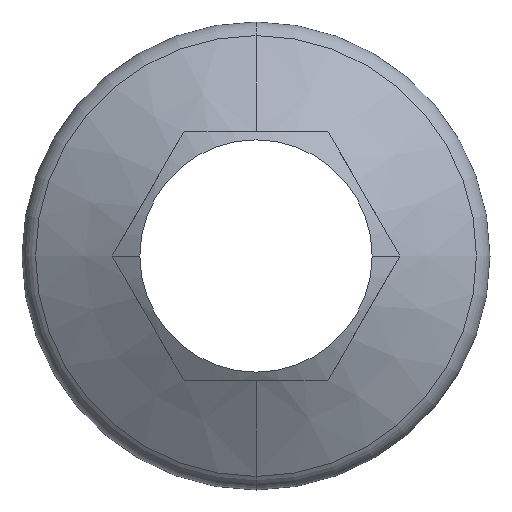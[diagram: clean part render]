
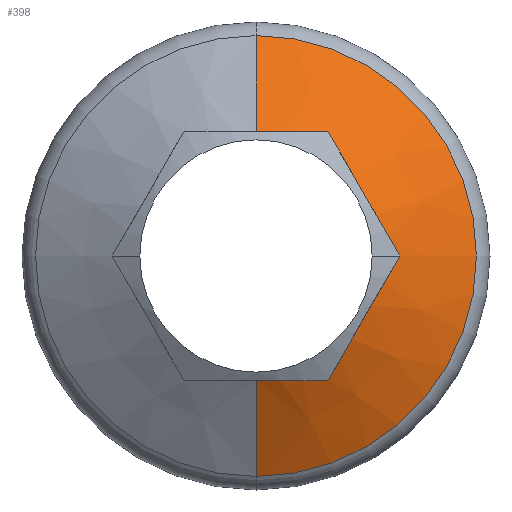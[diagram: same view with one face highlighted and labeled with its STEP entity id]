
A CAD part, front view. The second image highlights one B-rep face of the part: STEP entity #398.
In plain terms, the highlighted conical face has half-angle 60 degrees and reference radius 2.602 mm.
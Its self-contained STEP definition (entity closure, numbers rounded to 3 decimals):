
#37=CARTESIAN_POINT('',(0.,3.475,0.));
#38=DIRECTION('',(0.,-1.,0.));
#39=DIRECTION('',(0.,0.,-1.));
#40=AXIS2_PLACEMENT_3D('',#37,#38,#39);
#42=CARTESIAN_POINT('',(1.085,2.808,1.879));
#43=CARTESIAN_POINT('',(1.008,2.786,1.879));
#44=CARTESIAN_POINT('',(0.858,2.746,1.879));
#45=CARTESIAN_POINT('',(0.641,2.7,1.879));
#46=CARTESIAN_POINT('',(0.427,2.666,1.879));
#47=CARTESIAN_POINT('',(0.214,2.645,1.879));
#48=CARTESIAN_POINT('',(0.071,2.64,1.879));
#49=CARTESIAN_POINT('',(0.,2.64,1.879));
#77=CARTESIAN_POINT('',(2.17,2.808,0.));
#78=CARTESIAN_POINT('',(2.127,2.783,0.074));
#79=CARTESIAN_POINT('',(2.043,2.739,0.219));
#80=CARTESIAN_POINT('',(1.923,2.69,0.427));
#81=CARTESIAN_POINT('',(1.805,2.657,0.632));
#82=CARTESIAN_POINT('',(1.687,2.64,0.837));
#83=CARTESIAN_POINT('',(1.568,2.64,1.042));
#84=CARTESIAN_POINT('',(1.45,2.657,1.247));
#85=CARTESIAN_POINT('',(1.332,2.69,1.452));
#86=CARTESIAN_POINT('',(1.212,2.739,1.66));
#87=CARTESIAN_POINT('',(1.128,2.783,1.805));
#88=CARTESIAN_POINT('',(1.085,2.808,1.879));
#107=CARTESIAN_POINT('',(1.085,2.808,-1.879));
#108=CARTESIAN_POINT('',(1.128,2.783,-1.805));
#109=CARTESIAN_POINT('',(1.212,2.739,-1.66));
#110=CARTESIAN_POINT('',(1.332,2.69,-1.452));
#111=CARTESIAN_POINT('',(1.45,2.657,-1.247));
#112=CARTESIAN_POINT('',(1.568,2.64,-1.042));
#113=CARTESIAN_POINT('',(1.687,2.64,-0.837));
#114=CARTESIAN_POINT('',(1.805,2.657,-0.632));
#115=CARTESIAN_POINT('',(1.923,2.69,-0.427));
#116=CARTESIAN_POINT('',(2.043,2.739,-0.219));
#117=CARTESIAN_POINT('',(2.127,2.783,-0.074));
#118=CARTESIAN_POINT('',(2.17,2.808,0.));
#137=CARTESIAN_POINT('',(0.,2.64,-1.879));
#138=CARTESIAN_POINT('',(0.072,2.64,-1.879));
#139=CARTESIAN_POINT('',(0.215,2.645,-1.879));
#140=CARTESIAN_POINT('',(0.429,2.666,-1.879));
#141=CARTESIAN_POINT('',(0.644,2.7,-1.879));
#142=CARTESIAN_POINT('',(0.86,2.746,-1.879));
#143=CARTESIAN_POINT('',(1.009,2.786,-1.879));
#144=CARTESIAN_POINT('',(1.085,2.808,-1.879));
#172=DIRECTION('',(0.,0.5,-0.866));
#173=VECTOR('',#172,1.669);
#174=CARTESIAN_POINT('',(0.,2.64,-1.879));
#175=LINE('',#174,#173);
#176=DIRECTION('',(0.,0.5,0.866));
#177=VECTOR('',#176,1.669);
#178=CARTESIAN_POINT('',(0.,2.64,1.879));
#179=LINE('',#178,#177);
#300=CARTESIAN_POINT('',(0.,3.475,-3.325));
#302=VERTEX_POINT('',#300);
#304=CARTESIAN_POINT('',(0.,3.475,3.325));
#306=VERTEX_POINT('',#304);
#310=VERTEX_POINT('',#42);
#311=VERTEX_POINT('',#49);
#312=VERTEX_POINT('',#77);
#313=VERTEX_POINT('',#107);
#314=VERTEX_POINT('',#137);
#378=CARTESIAN_POINT('',(0.,3.058,0.));
#379=DIRECTION('',(0.,1.,0.));
#380=DIRECTION('',(0.,0.,-1.));
#381=AXIS2_PLACEMENT_3D('',#378,#379,#380);
#382=CONICAL_SURFACE('',#381,2.602,60.);
#384=ORIENTED_EDGE('',*,*,#383,.T.);
#386=ORIENTED_EDGE('',*,*,#385,.T.);
#387=ORIENTED_EDGE('',*,*,#371,.F.);
#389=ORIENTED_EDGE('',*,*,#388,.F.);
#391=ORIENTED_EDGE('',*,*,#390,.T.);
#393=ORIENTED_EDGE('',*,*,#392,.T.);
#395=ORIENTED_EDGE('',*,*,#394,.T.);
#396=EDGE_LOOP('',(#384,#386,#387,#389,#391,#393,#395));
#397=FACE_OUTER_BOUND('',#396,.F.);
#398=ADVANCED_FACE('',(#397),#382,.T.);
#41=CIRCLE('',#40,3.325);
#50=B_SPLINE_CURVE_WITH_KNOTS('',3,(#42,#43,#44,#45,#46,#47,#48,#49),
.UNSPECIFIED.,.F.,.F.,(4,1,1,1,1,4),(0.,0.2,0.4,0.6,0.8,1.),
.UNSPECIFIED.);
#89=B_SPLINE_CURVE_WITH_KNOTS('',3,(#77,#78,#79,#80,#81,#82,#83,#84,#85,#86,#87,
#88),.UNSPECIFIED.,.F.,.F.,(4,1,1,1,1,1,1,1,1,4),(0.,0.111,
0.222,0.333,0.444,0.556,
0.667,0.778,0.889,1.),.UNSPECIFIED.);
#119=B_SPLINE_CURVE_WITH_KNOTS('',3,(#107,#108,#109,#110,#111,#112,#113,#114,
#115,#116,#117,#118),.UNSPECIFIED.,.F.,.F.,(4,1,1,1,1,1,1,1,1,4),(0.,
0.111,0.222,0.333,0.444,
0.556,0.667,0.778,0.889,1.),
.UNSPECIFIED.);
#145=B_SPLINE_CURVE_WITH_KNOTS('',3,(#137,#138,#139,#140,#141,#142,#143,#144),
.UNSPECIFIED.,.F.,.F.,(4,1,1,1,1,4),(0.,0.2,0.4,0.6,0.8,1.),
.UNSPECIFIED.);
#371=EDGE_CURVE('',#302,#306,#41,.T.);
#383=EDGE_CURVE('',#310,#311,#50,.T.);
#385=EDGE_CURVE('',#311,#306,#179,.T.);
#388=EDGE_CURVE('',#314,#302,#175,.T.);
#390=EDGE_CURVE('',#314,#313,#145,.T.);
#392=EDGE_CURVE('',#313,#312,#119,.T.);
#394=EDGE_CURVE('',#312,#310,#89,.T.);
